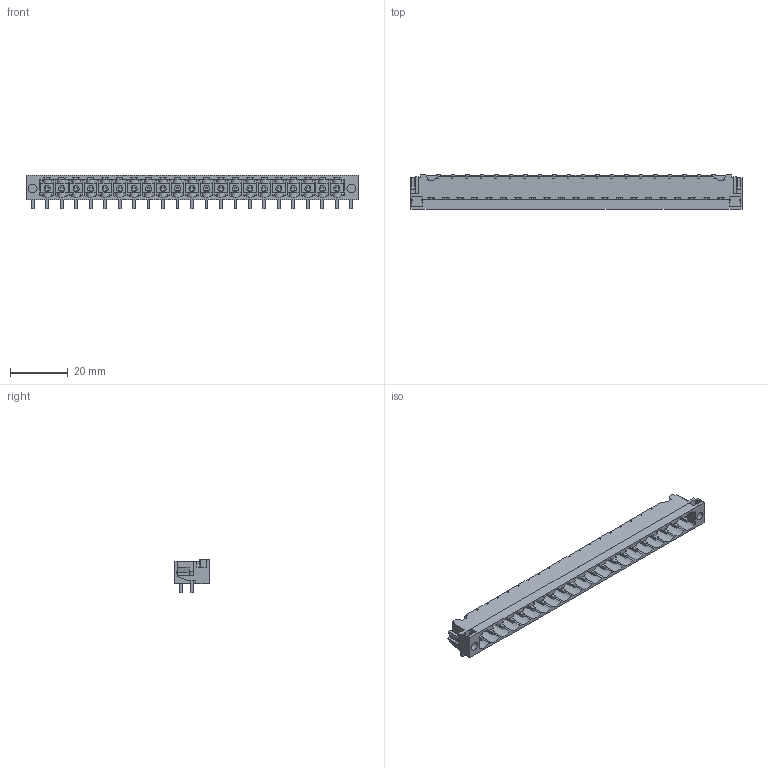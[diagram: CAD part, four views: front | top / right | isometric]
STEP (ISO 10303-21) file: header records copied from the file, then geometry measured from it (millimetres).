
FILE_DESCRIPTION(('CATIA V5 STEP Exchange','CAx-IF Rec.Pracs.--- Model Styling and Organization---1.2---2011-12-15'),'2;1');
FILE_NAME ('7601262_2_1840540000_1840540000.stp','2018-03-08T09:58:12+00:00',('none'),('Weidmueller'),'CATIA Version 5-6 Release 2014','CATIA V5 STEP AP214','none');
FILE_SCHEMA(('AUTOMOTIVE_DESIGN { 1 0 10303 214 1 1 1 1 }'));
Length unit declared in the file: millimetre
Products named in the file (1): 1840540000
Bounding box: 114.6 x 12 x 11.63 mm (x, y, z)
Volume: 4191 mm3; surface area: 9957.4 mm2
Topology: 24 solids, 24 shells, 1469 faces, 4576 edges, 3114 vertices
Faces by surface type: plane 1204, cylinder 265
Entity records: 47334 total; most frequent: CARTESIAN_POINT 9473, ORIENTED_EDGE 9152, DIRECTION 5919, EDGE_CURVE 4576, VECTOR 3795, LINE 3795, VERTEX_POINT 3114, EDGE_LOOP 1516
